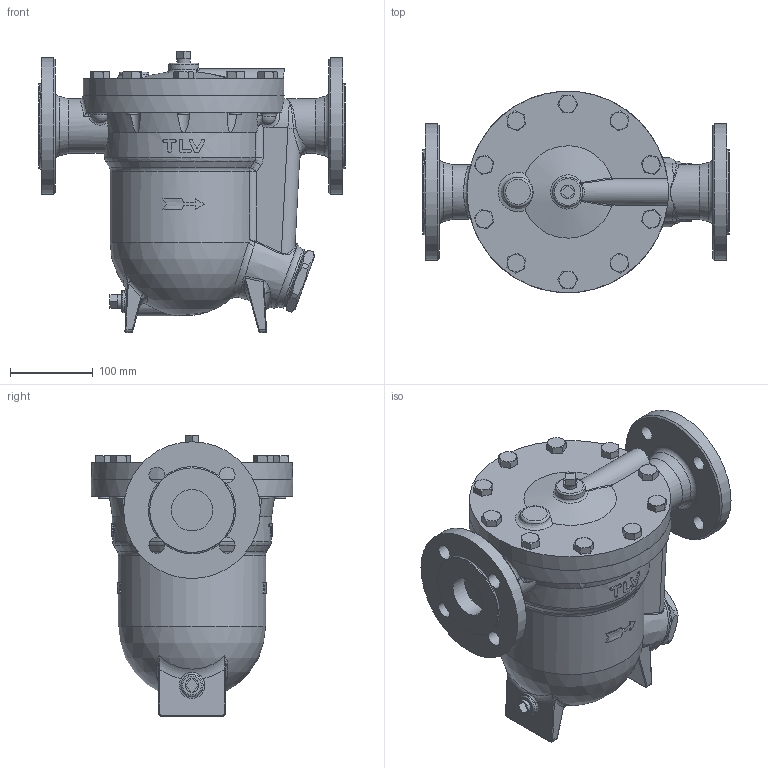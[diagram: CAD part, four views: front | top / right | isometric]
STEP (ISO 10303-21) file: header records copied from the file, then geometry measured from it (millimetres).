
FILE_DESCRIPTION(/* description */ (''),/* implementation_level */ '2;1');
FILE_NAME(/* name */ 'j72x0-050-e0016-00.stp',/* time_stamp */ '2019-05-31T16:00:46+09:00',/* author */ ('nakaot'),/* organization */ (''),/* preprocessor_version */ 'ST-DEVELOPER v15.6',/* originating_system */ 'Autodesk Inventor 2015',/* authorisation */ '');
FILE_SCHEMA (('AUTOMOTIVE_DESIGN { 1 0 10303 214 3 1 1 }'));
Length unit declared in the file: millimetre
Products named in the file (1): j72x0-050-e0016-00
Bounding box: 370 x 242.94 x 339.1 mm (x, y, z)
Volume: 9636109.1 mm3; surface area: 478754.1 mm2
Topology: 1 solids, 5 shells, 511 faces, 1256 edges, 784 vertices
Faces by surface type: plane 197, cylinder 124, cone 84, bspline 70, torus 26, sphere 10
Full cylindrical faces by diameter (mm): 11.835 x4, 14 x16, 16 x10, 18 x4, 19 x4, 26.681 x1, 36 x1, 50 x2, 66 x2, 75 x1, 102 x2, 165 x2, 243 x1
Entity records: 18903 total; most frequent: CARTESIAN_POINT 8086, ORIENTED_EDGE 2276, DIRECTION 2086, EDGE_CURVE 1138, AXIS2_PLACEMENT_3D 885, VERTEX_POINT 744, EDGE_LOOP 654, FACE_OUTER_BOUND 511
